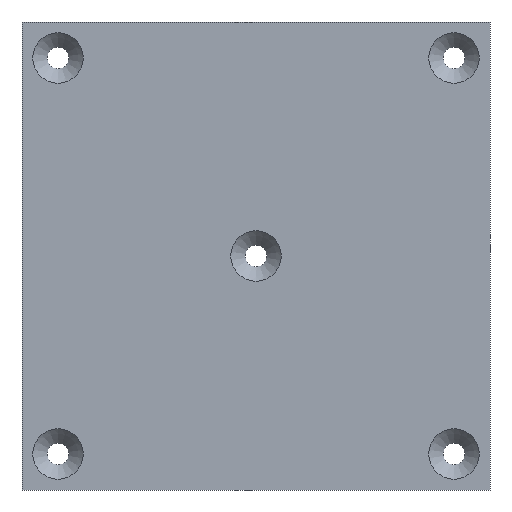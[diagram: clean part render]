
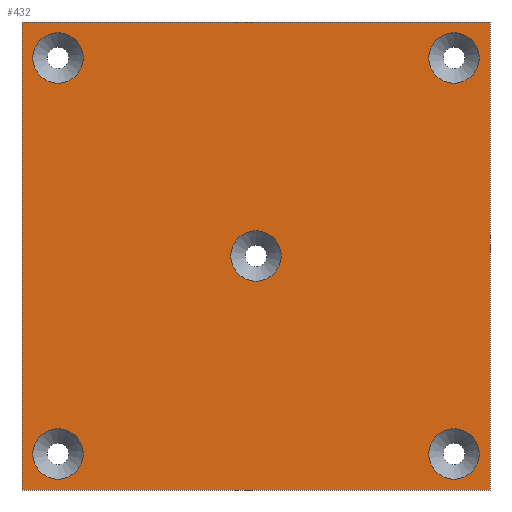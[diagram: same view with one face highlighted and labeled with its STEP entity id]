
A CAD part, front view. The second image highlights one B-rep face of the part: STEP entity #432.
In plain terms, the highlighted planar face has unit normal (0, -1, 0).
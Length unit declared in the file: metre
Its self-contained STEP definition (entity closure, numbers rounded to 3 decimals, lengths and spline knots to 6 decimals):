
#18=B_SPLINE_CURVE_WITH_KNOTS('',3,(#704,#705,#706,#707),.UNSPECIFIED.,
 .F.,.F.,(4,4),(0.,1.),.UNSPECIFIED.);
#20=B_SPLINE_CURVE_WITH_KNOTS('',3,(#739,#740,#741,#742),.UNSPECIFIED.,
 .F.,.F.,(4,4),(0.,1.),.UNSPECIFIED.);
#37=CIRCLE('',#489,0.0035);
#38=CIRCLE('',#490,0.0035);
#39=CIRCLE('',#491,0.0035);
#40=CIRCLE('',#492,0.0035);
#41=CIRCLE('',#493,0.0035);
#112=ORIENTED_EDGE('',*,*,#206,.T.);
#113=ORIENTED_EDGE('',*,*,#207,.T.);
#114=ORIENTED_EDGE('',*,*,#208,.T.);
#115=ORIENTED_EDGE('',*,*,#209,.T.);
#116=ORIENTED_EDGE('',*,*,#210,.T.);
#117=ORIENTED_EDGE('',*,*,#188,.T.);
#118=ORIENTED_EDGE('',*,*,#192,.T.);
#119=ORIENTED_EDGE('',*,*,#195,.T.);
#120=ORIENTED_EDGE('',*,*,#205,.T.);
#188=EDGE_CURVE('',#234,#233,#274,.T.);
#192=EDGE_CURVE('',#233,#236,#18,.F.);
#195=EDGE_CURVE('',#236,#238,#279,.T.);
#205=EDGE_CURVE('',#238,#234,#20,.F.);
#206=EDGE_CURVE('',#247,#247,#37,.F.);
#207=EDGE_CURVE('',#248,#248,#38,.F.);
#208=EDGE_CURVE('',#249,#249,#39,.F.);
#209=EDGE_CURVE('',#250,#250,#40,.F.);
#210=EDGE_CURVE('',#251,#251,#41,.F.);
#233=VERTEX_POINT('',#692);
#234=VERTEX_POINT('',#694);
#236=VERTEX_POINT('',#703);
#238=VERTEX_POINT('',#712);
#247=VERTEX_POINT('',#745);
#248=VERTEX_POINT('',#747);
#249=VERTEX_POINT('',#749);
#250=VERTEX_POINT('',#751);
#251=VERTEX_POINT('',#753);
#274=LINE('',#693,#298);
#279=LINE('',#713,#303);
#298=VECTOR('',#562,1.);
#303=VECTOR('',#571,1.);
#324=EDGE_LOOP('',(#112));
#325=EDGE_LOOP('',(#113));
#326=EDGE_LOOP('',(#114));
#327=EDGE_LOOP('',(#115));
#328=EDGE_LOOP('',(#116));
#329=EDGE_LOOP('',(#117,#118,#119,#120));
#374=FACE_BOUND('',#324,.T.);
#375=FACE_BOUND('',#325,.T.);
#376=FACE_BOUND('',#326,.T.);
#377=FACE_BOUND('',#327,.T.);
#378=FACE_BOUND('',#328,.T.);
#379=FACE_BOUND('',#329,.T.);
#412=PLANE('',#488);
#432=ADVANCED_FACE('',(#374,#375,#376,#377,#378,#379),#412,.T.);
#488=AXIS2_PLACEMENT_3D('',#743,#598,#599);
#489=AXIS2_PLACEMENT_3D('',#744,#600,#601);
#490=AXIS2_PLACEMENT_3D('',#746,#602,#603);
#491=AXIS2_PLACEMENT_3D('',#748,#604,#605);
#492=AXIS2_PLACEMENT_3D('',#750,#606,#607);
#493=AXIS2_PLACEMENT_3D('',#752,#608,#609);
#562=DIRECTION('',(0.,0.,-1.));
#571=DIRECTION('',(0.,0.,1.));
#598=DIRECTION('',(0.,-1.,0.));
#599=DIRECTION('',(1.,0.,0.));
#600=DIRECTION('',(0.,-1.,0.));
#601=DIRECTION('',(0.,0.,-1.));
#602=DIRECTION('',(0.,-1.,0.));
#603=DIRECTION('',(0.,0.,-1.));
#604=DIRECTION('',(0.,-1.,0.));
#605=DIRECTION('',(0.,0.,-1.));
#606=DIRECTION('',(0.,-1.,0.));
#607=DIRECTION('',(0.,0.,-1.));
#608=DIRECTION('',(0.,-1.,0.));
#609=DIRECTION('',(0.,0.,-1.));
#692=CARTESIAN_POINT('',(-0.24,-0.01,0.));
#693=CARTESIAN_POINT('',(-0.24,-0.01,0.04875));
#694=CARTESIAN_POINT('',(-0.24,-0.01,0.065));
#703=CARTESIAN_POINT('',(-0.175,-0.01,0.));
#704=CARTESIAN_POINT('',(-0.175,-0.01,0.));
#705=CARTESIAN_POINT('',(-0.196667,-0.01,0.));
#706=CARTESIAN_POINT('',(-0.218333,-0.01,0.));
#707=CARTESIAN_POINT('',(-0.24,-0.01,0.));
#712=CARTESIAN_POINT('',(-0.175,-0.01,0.065));
#713=CARTESIAN_POINT('',(-0.175,-0.01,0.04875));
#739=CARTESIAN_POINT('',(-0.24,-0.01,0.065));
#740=CARTESIAN_POINT('',(-0.218333,-0.01,0.065));
#741=CARTESIAN_POINT('',(-0.196667,-0.01,0.065));
#742=CARTESIAN_POINT('',(-0.175,-0.01,0.065));
#743=CARTESIAN_POINT('',(-0.2075,-0.01,0.0325));
#744=CARTESIAN_POINT('',(-0.2075,-0.01,0.0325));
#745=CARTESIAN_POINT('',(-0.2075,-0.01,0.029));
#746=CARTESIAN_POINT('',(-0.18,-0.01,0.005));
#747=CARTESIAN_POINT('',(-0.18,-0.01,0.0015));
#748=CARTESIAN_POINT('',(-0.18,-0.01,0.06));
#749=CARTESIAN_POINT('',(-0.18,-0.01,0.0565));
#750=CARTESIAN_POINT('',(-0.235,-0.01,0.06));
#751=CARTESIAN_POINT('',(-0.235,-0.01,0.0565));
#752=CARTESIAN_POINT('',(-0.235,-0.01,0.005));
#753=CARTESIAN_POINT('',(-0.235,-0.01,0.0015));
